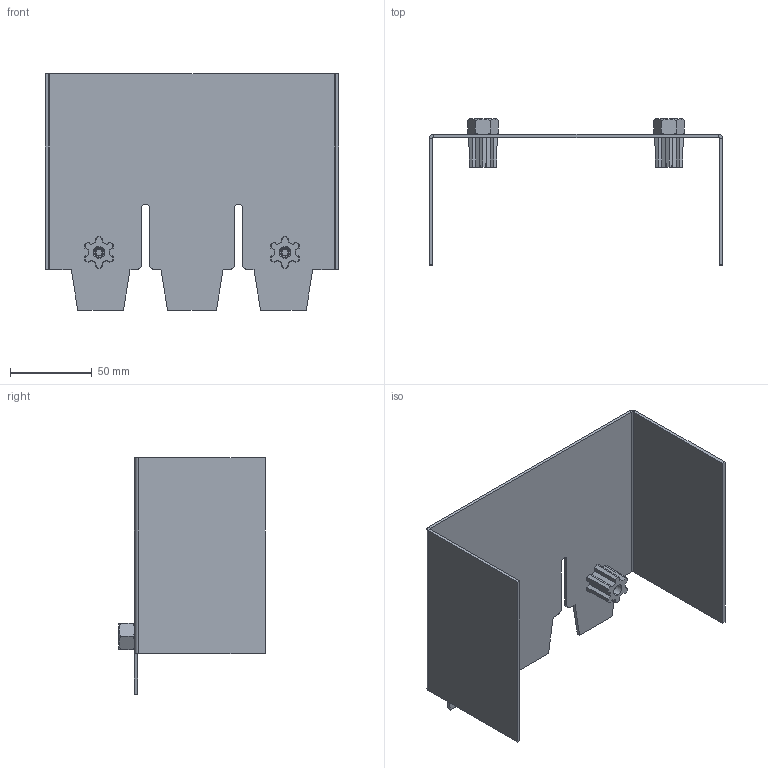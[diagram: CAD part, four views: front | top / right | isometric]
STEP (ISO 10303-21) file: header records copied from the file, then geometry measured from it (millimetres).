
FILE_DESCRIPTION((''),'2;1');
FILE_NAME('ZBC_10006010586_ASM','2021-07-22T',('marketing.praksa'),('Audax d.o.o.'),'CREO PARAMETRIC BY PTC INC, 2017480','CREO PARAMETRIC BY PTC INC, 2017480','');
FILE_SCHEMA(('AUTOMOTIVE_DESIGN { 1 0 10303 214 1 1 1 1 }'));
Length unit declared in the file: millimetre
Products named in the file (7): IMPORTADO4; IMPORTADO3; IMPORTADO2; IMPORTADO5; IMPORTADO1; PRT9539; ZBC_10006010586_ASM
Assembly tree (6 placements, depth 2):
  ZBC_10006010586_ASM
    IMPORTADO4
    IMPORTADO3
    IMPORTADO2
    IMPORTADO5
    IMPORTADO1
    PRT9539
Bounding box: 180 x 89.5 x 145 mm (x, y, z)
Volume: 94604.7 mm3; surface area: 93780.1 mm2
Topology: 8 solids, 8 shells, 323 faces, 858 edges, 562 vertices
Faces by surface type: plane 185, cylinder 102, cone 22, bspline 10, torus 4
Entity records: 23666 total; most frequent: CARTESIAN_POINT 10291, ORIENTED_EDGE 1716, DIRECTION 1592, PRESENTATION_STYLE_ASSIGNMENT 1189, STYLED_ITEM 1189, CURVE_STYLE 858, EDGE_CURVE 858, VERTEX_POINT 562
